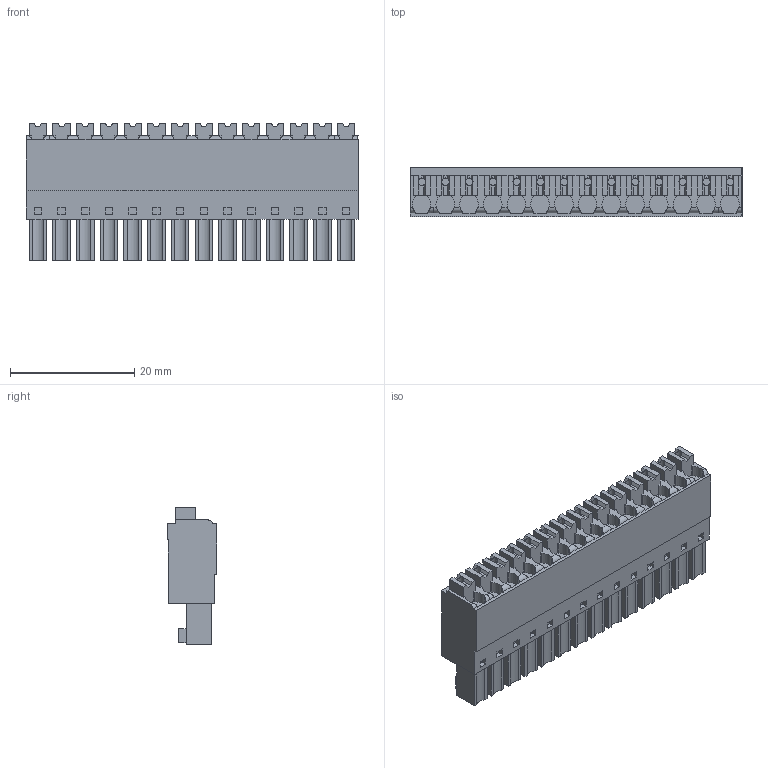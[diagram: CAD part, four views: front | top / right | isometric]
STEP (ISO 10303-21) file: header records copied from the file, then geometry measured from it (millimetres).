
FILE_DESCRIPTION(('CATIA V5 STEP Exchange','CAx-IF Rec.Pracs.--- Model Styling and Organization---1.2---2011-12-15'),'2;1');
FILE_NAME ('D1460662_0', '2017-07-25T12:57:42+00:00', ('none'), ('Weidmueller'), 'CATIA Version 5-6 Release 2014', 'CATIA V5 STEP AP214', 'none');
FILE_SCHEMA(('AUTOMOTIVE_DESIGN { 1 0 10303 214 1 1 1 1 }'));
Length unit declared in the file: millimetre
Products named in the file (1): 1970210000
Bounding box: 53.34 x 7.9 x 22 mm (x, y, z)
Volume: 6414 mm3; surface area: 5515 mm2
Topology: 15 solids, 15 shells, 842 faces, 2260 edges, 1504 vertices
Faces by surface type: plane 685, cylinder 157
Entity records: 25034 total; most frequent: CARTESIAN_POINT 4660, ORIENTED_EDGE 4520, DIRECTION 3105, EDGE_CURVE 2260, VECTOR 1836, LINE 1836, VERTEX_POINT 1504, EDGE_LOOP 926
